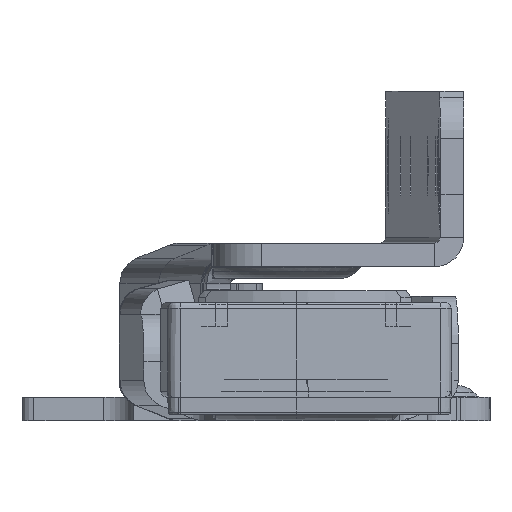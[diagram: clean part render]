
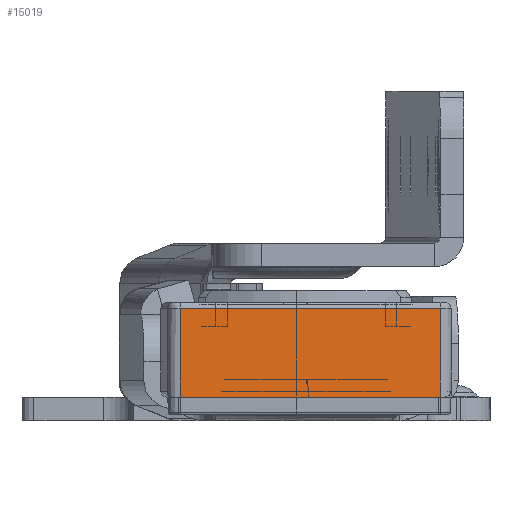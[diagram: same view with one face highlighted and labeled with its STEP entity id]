
A CAD part, left-side view. The second image highlights one B-rep face of the part: STEP entity #15019.
In plain terms, the highlighted face is planar.
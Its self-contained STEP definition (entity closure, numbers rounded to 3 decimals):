
#72 = CARTESIAN_POINT ( 'NONE',  ( 10., 11., 0.5 ) ) ;
#210 = DIRECTION ( 'NONE',  ( 0., 0., -1. ) ) ;
#434 = FACE_OUTER_BOUND ( 'NONE', #13549, .T. ) ;
#510 = DIRECTION ( 'NONE',  ( 1., 0., 0. ) ) ;
#616 = LINE ( 'NONE', #11501, #7427 ) ;
#636 = LINE ( 'NONE', #9970, #13369 ) ;
#1724 = AXIS2_PLACEMENT_3D ( 'NONE', #2691, #510, #210 ) ;
#2378 = VERTEX_POINT ( 'NONE', #4520 ) ;
#2691 = CARTESIAN_POINT ( 'NONE',  ( 10., 11., 8. ) ) ;
#4520 = CARTESIAN_POINT ( 'NONE',  ( 10., -11., 8. ) ) ;
#4546 = EDGE_CURVE ( 'NONE', #2378, #6333, #13977, .T. ) ;
#4740 = CARTESIAN_POINT ( 'NONE',  ( 10., 11., 8. ) ) ;
#5964 = LINE ( 'NONE', #72, #10107 ) ;
#6020 = VECTOR ( 'NONE', #12737, 1000. ) ;
#6333 = VERTEX_POINT ( 'NONE', #13027 ) ;
#7427 = VECTOR ( 'NONE', #14929, 1000. ) ;
#7645 = VERTEX_POINT ( 'NONE', #11847 ) ;
#7798 = ORIENTED_EDGE ( 'NONE', *, *, #9946, .T. ) ;
#8035 = EDGE_CURVE ( 'NONE', #6333, #7645, #5964, .T. ) ;
#8721 = ORIENTED_EDGE ( 'NONE', *, *, #8035, .T. ) ;
#8816 = DIRECTION ( 'NONE',  ( 0., -1., 0. ) ) ;
#8969 = VERTEX_POINT ( 'NONE', #4740 ) ;
#9223 = EDGE_CURVE ( 'NONE', #8969, #7645, #616, .T. ) ;
#9946 = EDGE_CURVE ( 'NONE', #8969, #2378, #636, .T. ) ;
#9970 = CARTESIAN_POINT ( 'NONE',  ( 10., 11., 8. ) ) ;
#10107 = VECTOR ( 'NONE', #11969, 1000. ) ;
#11501 = CARTESIAN_POINT ( 'NONE',  ( 10., 11., 8. ) ) ;
#11847 = CARTESIAN_POINT ( 'NONE',  ( 10., 11., 0.5 ) ) ;
#11969 = DIRECTION ( 'NONE',  ( 0., 1., 0. ) ) ;
#12737 = DIRECTION ( 'NONE',  ( 0., 0., -1. ) ) ;
#12739 = ORIENTED_EDGE ( 'NONE', *, *, #4546, .T. ) ;
#13027 = CARTESIAN_POINT ( 'NONE',  ( 10., -11., 0.5 ) ) ;
#13047 = ORIENTED_EDGE ( 'NONE', *, *, #9223, .F. ) ;
#13369 = VECTOR ( 'NONE', #8816, 1000. ) ;
#13549 = EDGE_LOOP ( 'NONE', ( #12739, #8721, #13047, #7798 ) ) ;
#13753 = CARTESIAN_POINT ( 'NONE',  ( 10., -11., 8. ) ) ;
#13977 = LINE ( 'NONE', #13753, #6020 ) ;
#14438 = PLANE ( 'NONE',  #1724 ) ;
#14929 = DIRECTION ( 'NONE',  ( 0., 0., -1. ) ) ;
#15019 = ADVANCED_FACE ( 'NONE', ( #434 ), #14438, .T. ) ;
